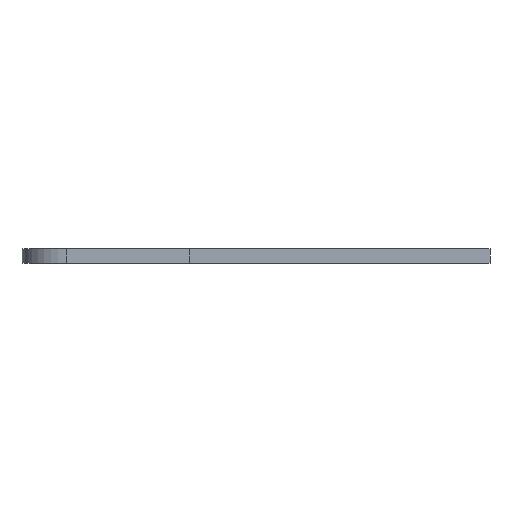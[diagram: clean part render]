
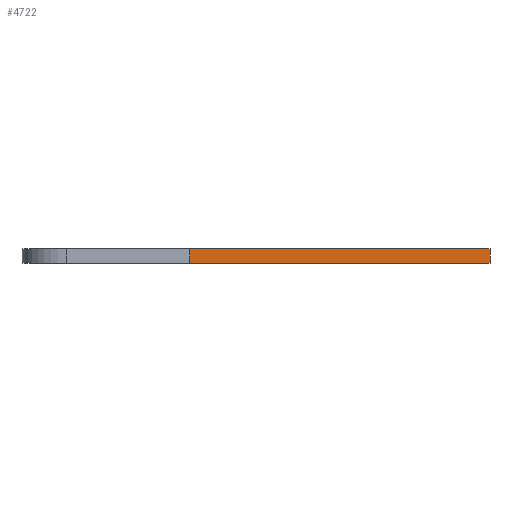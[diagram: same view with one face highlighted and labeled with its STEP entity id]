
A CAD part, front view. The second image highlights one B-rep face of the part: STEP entity #4722.
In plain terms, the highlighted planar face has unit normal (0, -1, 0).
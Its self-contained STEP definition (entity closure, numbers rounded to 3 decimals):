
#83 = PLANE('',#84);
#84 = AXIS2_PLACEMENT_3D('',#85,#86,#87);
#85 = CARTESIAN_POINT('',(55.951,-97.322,1.6));
#86 = DIRECTION('',(-0.,-0.,-1.));
#87 = DIRECTION('',(-1.,0.,0.));
#137 = PLANE('',#138);
#138 = AXIS2_PLACEMENT_3D('',#139,#140,#141);
#139 = CARTESIAN_POINT('',(55.951,-97.322,0.));
#140 = DIRECTION('',(-0.,-0.,-1.));
#141 = DIRECTION('',(-1.,0.,0.));
#358 = VERTEX_POINT('',#359);
#359 = CARTESIAN_POINT('',(88.,-137.,0.));
#373 = PLANE('',#374);
#374 = AXIS2_PLACEMENT_3D('',#375,#376,#377);
#375 = CARTESIAN_POINT('',(88.,-123.,0.));
#376 = DIRECTION('',(1.,0.,-0.));
#377 = DIRECTION('',(0.,-1.,0.));
#385 = EDGE_CURVE('',#358,#386,#388,.T.);
#386 = VERTEX_POINT('',#387);
#387 = CARTESIAN_POINT('',(54.,-137.,0.));
#388 = SURFACE_CURVE('',#389,(#393,#400),.PCURVE_S1.);
#389 = LINE('',#390,#391);
#390 = CARTESIAN_POINT('',(88.,-137.,0.));
#391 = VECTOR('',#392,1.);
#392 = DIRECTION('',(-1.,0.,0.));
#393 = PCURVE('',#137,#394);
#394 = DEFINITIONAL_REPRESENTATION('',(#395),#399);
#395 = LINE('',#396,#397);
#396 = CARTESIAN_POINT('',(-32.049,-39.678));
#397 = VECTOR('',#398,1.);
#398 = DIRECTION('',(1.,0.));
#399 = ( GEOMETRIC_REPRESENTATION_CONTEXT(2) 
PARAMETRIC_REPRESENTATION_CONTEXT() REPRESENTATION_CONTEXT('2D SPACE',''
  ) );
#400 = PCURVE('',#401,#406);
#401 = PLANE('',#402);
#402 = AXIS2_PLACEMENT_3D('',#403,#404,#405);
#403 = CARTESIAN_POINT('',(88.,-137.,0.));
#404 = DIRECTION('',(0.,-1.,0.));
#405 = DIRECTION('',(-1.,0.,0.));
#406 = DEFINITIONAL_REPRESENTATION('',(#407),#411);
#407 = LINE('',#408,#409);
#408 = CARTESIAN_POINT('',(0.,-0.));
#409 = VECTOR('',#410,1.);
#410 = DIRECTION('',(1.,0.));
#411 = ( GEOMETRIC_REPRESENTATION_CONTEXT(2) 
PARAMETRIC_REPRESENTATION_CONTEXT() REPRESENTATION_CONTEXT('2D SPACE',''
  ) );
#429 = PLANE('',#430);
#430 = AXIS2_PLACEMENT_3D('',#431,#432,#433);
#431 = CARTESIAN_POINT('',(54.,-137.,0.));
#432 = DIRECTION('',(1.,0.,-0.));
#433 = DIRECTION('',(0.,-1.,0.));
#2632 = VERTEX_POINT('',#2633);
#2633 = CARTESIAN_POINT('',(88.,-137.,1.6));
#2654 = EDGE_CURVE('',#2632,#2655,#2657,.T.);
#2655 = VERTEX_POINT('',#2656);
#2656 = CARTESIAN_POINT('',(54.,-137.,1.6));
#2657 = SURFACE_CURVE('',#2658,(#2662,#2669),.PCURVE_S1.);
#2658 = LINE('',#2659,#2660);
#2659 = CARTESIAN_POINT('',(88.,-137.,1.6));
#2660 = VECTOR('',#2661,1.);
#2661 = DIRECTION('',(-1.,0.,0.));
#2662 = PCURVE('',#83,#2663);
#2663 = DEFINITIONAL_REPRESENTATION('',(#2664),#2668);
#2664 = LINE('',#2665,#2666);
#2665 = CARTESIAN_POINT('',(-32.049,-39.678));
#2666 = VECTOR('',#2667,1.);
#2667 = DIRECTION('',(1.,0.));
#2668 = ( GEOMETRIC_REPRESENTATION_CONTEXT(2) 
PARAMETRIC_REPRESENTATION_CONTEXT() REPRESENTATION_CONTEXT('2D SPACE',''
  ) );
#2669 = PCURVE('',#401,#2670);
#2670 = DEFINITIONAL_REPRESENTATION('',(#2671),#2675);
#2671 = LINE('',#2672,#2673);
#2672 = CARTESIAN_POINT('',(0.,-1.6));
#2673 = VECTOR('',#2674,1.);
#2674 = DIRECTION('',(1.,0.));
#2675 = ( GEOMETRIC_REPRESENTATION_CONTEXT(2) 
PARAMETRIC_REPRESENTATION_CONTEXT() REPRESENTATION_CONTEXT('2D SPACE',''
  ) );
#4674 = EDGE_CURVE('',#358,#2632,#4675,.T.);
#4675 = SURFACE_CURVE('',#4676,(#4680,#4687),.PCURVE_S1.);
#4676 = LINE('',#4677,#4678);
#4677 = CARTESIAN_POINT('',(88.,-137.,0.));
#4678 = VECTOR('',#4679,1.);
#4679 = DIRECTION('',(0.,0.,1.));
#4680 = PCURVE('',#373,#4681);
#4681 = DEFINITIONAL_REPRESENTATION('',(#4682),#4686);
#4682 = LINE('',#4683,#4684);
#4683 = CARTESIAN_POINT('',(14.,0.));
#4684 = VECTOR('',#4685,1.);
#4685 = DIRECTION('',(0.,-1.));
#4686 = ( GEOMETRIC_REPRESENTATION_CONTEXT(2) 
PARAMETRIC_REPRESENTATION_CONTEXT() REPRESENTATION_CONTEXT('2D SPACE',''
  ) );
#4687 = PCURVE('',#401,#4688);
#4688 = DEFINITIONAL_REPRESENTATION('',(#4689),#4693);
#4689 = LINE('',#4690,#4691);
#4690 = CARTESIAN_POINT('',(0.,-0.));
#4691 = VECTOR('',#4692,1.);
#4692 = DIRECTION('',(0.,-1.));
#4693 = ( GEOMETRIC_REPRESENTATION_CONTEXT(2) 
PARAMETRIC_REPRESENTATION_CONTEXT() REPRESENTATION_CONTEXT('2D SPACE',''
  ) );
#4722 = ADVANCED_FACE('',(#4723),#401,.T.);
#4723 = FACE_BOUND('',#4724,.T.);
#4724 = EDGE_LOOP('',(#4725,#4726,#4727,#4748));
#4725 = ORIENTED_EDGE('',*,*,#4674,.T.);
#4726 = ORIENTED_EDGE('',*,*,#2654,.T.);
#4727 = ORIENTED_EDGE('',*,*,#4728,.F.);
#4728 = EDGE_CURVE('',#386,#2655,#4729,.T.);
#4729 = SURFACE_CURVE('',#4730,(#4734,#4741),.PCURVE_S1.);
#4730 = LINE('',#4731,#4732);
#4731 = CARTESIAN_POINT('',(54.,-137.,0.));
#4732 = VECTOR('',#4733,1.);
#4733 = DIRECTION('',(0.,0.,1.));
#4734 = PCURVE('',#401,#4735);
#4735 = DEFINITIONAL_REPRESENTATION('',(#4736),#4740);
#4736 = LINE('',#4737,#4738);
#4737 = CARTESIAN_POINT('',(34.,0.));
#4738 = VECTOR('',#4739,1.);
#4739 = DIRECTION('',(0.,-1.));
#4740 = ( GEOMETRIC_REPRESENTATION_CONTEXT(2) 
PARAMETRIC_REPRESENTATION_CONTEXT() REPRESENTATION_CONTEXT('2D SPACE',''
  ) );
#4741 = PCURVE('',#429,#4742);
#4742 = DEFINITIONAL_REPRESENTATION('',(#4743),#4747);
#4743 = LINE('',#4744,#4745);
#4744 = CARTESIAN_POINT('',(0.,0.));
#4745 = VECTOR('',#4746,1.);
#4746 = DIRECTION('',(0.,-1.));
#4747 = ( GEOMETRIC_REPRESENTATION_CONTEXT(2) 
PARAMETRIC_REPRESENTATION_CONTEXT() REPRESENTATION_CONTEXT('2D SPACE',''
  ) );
#4748 = ORIENTED_EDGE('',*,*,#385,.F.);
